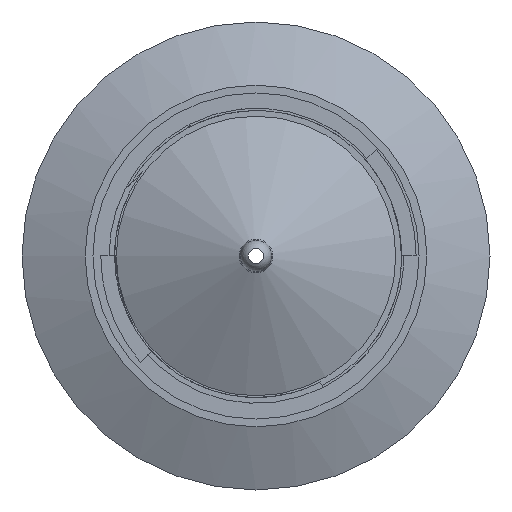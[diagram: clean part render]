
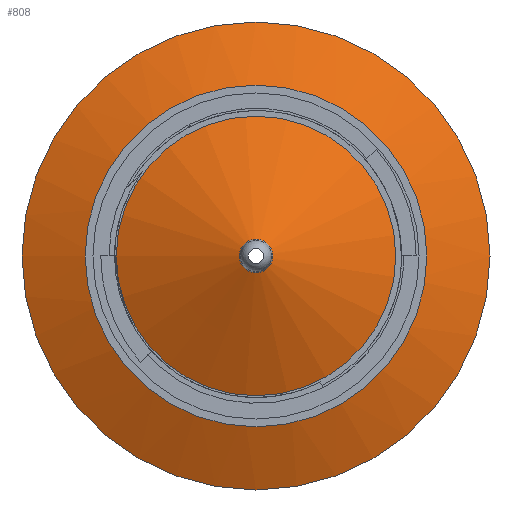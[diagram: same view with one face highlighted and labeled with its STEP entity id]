
A CAD part, front view. The second image highlights one B-rep face of the part: STEP entity #808.
In plain terms, the highlighted conical face has half-angle 66.782 degrees and reference radius 75.337 mm.
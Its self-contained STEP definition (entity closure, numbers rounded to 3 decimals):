
#49=CONICAL_SURFACE('',#871,75.337,1.166);
#88=FACE_OUTER_BOUND('',#141,.T.);
#141=EDGE_LOOP('',(#560,#561,#562,#563));
#198=LINE('',#1246,#259);
#259=VECTOR('',#984,75.337);
#322=CIRCLE('',#872,2.5);
#323=CIRCLE('',#873,75.337);
#363=VERTEX_POINT('',#1243);
#364=VERTEX_POINT('',#1245);
#440=EDGE_CURVE('',#363,#363,#322,.T.);
#441=EDGE_CURVE('',#363,#364,#198,.T.);
#442=EDGE_CURVE('',#364,#364,#323,.T.);
#560=ORIENTED_EDGE('',*,*,#440,.T.);
#561=ORIENTED_EDGE('',*,*,#441,.T.);
#562=ORIENTED_EDGE('',*,*,#442,.T.);
#563=ORIENTED_EDGE('',*,*,#441,.F.);
#808=ADVANCED_FACE('',(#88),#49,.T.);
#871=AXIS2_PLACEMENT_3D('',#1242,#980,#981);
#872=AXIS2_PLACEMENT_3D('',#1244,#982,#983);
#873=AXIS2_PLACEMENT_3D('',#1247,#985,#986);
#980=DIRECTION('center_axis',(0.,1.,0.));
#981=DIRECTION('ref_axis',(1.,0.,0.));
#982=DIRECTION('center_axis',(0.,1.,0.));
#983=DIRECTION('ref_axis',(1.,0.,0.));
#984=DIRECTION('',(-0.919,0.394,0.));
#985=DIRECTION('center_axis',(0.,-1.,0.));
#986=DIRECTION('ref_axis',(1.,0.,0.));
#1242=CARTESIAN_POINT('Origin',(0.,11.,0.));
#1243=CARTESIAN_POINT('',(-2.5,-20.245,0.));
#1244=CARTESIAN_POINT('Origin',(0.,-20.245,0.));
#1245=CARTESIAN_POINT('',(-75.337,11.,0.));
#1246=CARTESIAN_POINT('',(-75.337,11.,0.));
#1247=CARTESIAN_POINT('Origin',(0.,11.,0.));
